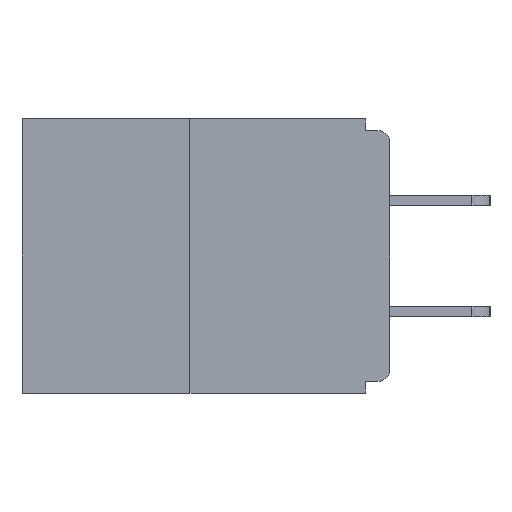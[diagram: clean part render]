
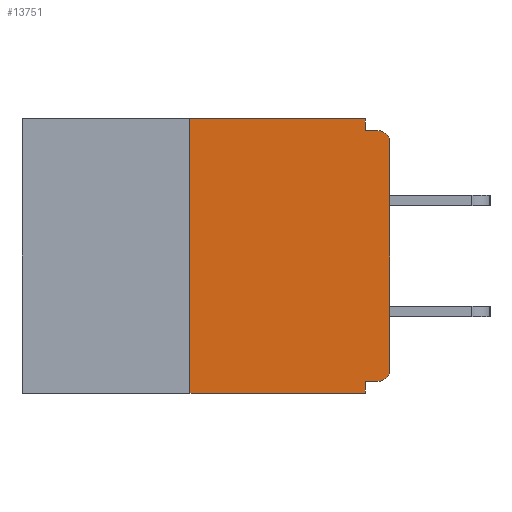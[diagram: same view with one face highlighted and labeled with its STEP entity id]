
A CAD part, left-side view. The second image highlights one B-rep face of the part: STEP entity #13751.
In plain terms, the highlighted planar face has unit normal (-1, 0, 0).
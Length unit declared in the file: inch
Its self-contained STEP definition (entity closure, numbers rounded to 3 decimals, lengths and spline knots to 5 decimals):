
#30 = EDGE_CURVE ( 'NONE', #17949, #24283, #21193, .T. ) ;
#98 = LINE ( 'NONE', #372, #7659 ) ;
#183 = EDGE_CURVE ( 'NONE', #8825, #6315, #6262, .T. ) ;
#235 = CARTESIAN_POINT ( 'NONE',  ( 0., 0.031, 0. ) ) ;
#281 = VERTEX_POINT ( 'NONE', #16384 ) ;
#372 = CARTESIAN_POINT ( 'NONE',  ( 0., 0.46, 0. ) ) ;
#601 = EDGE_CURVE ( 'NONE', #6315, #3231, #2904, .T. ) ;
#757 = DIRECTION ( 'NONE',  ( 0., 0., 1. ) ) ;
#1384 = ORIENTED_EDGE ( 'NONE', *, *, #18083, .T. ) ;
#1758 = CARTESIAN_POINT ( 'NONE',  ( 0., 0.015, -0.328 ) ) ;
#1773 = CARTESIAN_POINT ( 'NONE',  ( 0., 0., -0.015 ) ) ;
#2162 = DIRECTION ( 'NONE',  ( 0., 0., -1. ) ) ;
#2904 = LINE ( 'NONE', #12271, #23000 ) ;
#3231 = VERTEX_POINT ( 'NONE', #10659 ) ;
#3578 = DIRECTION ( 'NONE',  ( 0., 0., 1. ) ) ;
#3634 = CARTESIAN_POINT ( 'NONE',  ( 0., 0.015, -0.015 ) ) ;
#3716 = DIRECTION ( 'NONE',  ( 0., -1., 0. ) ) ;
#3881 = ORIENTED_EDGE ( 'NONE', *, *, #17715, .F. ) ;
#4179 = VERTEX_POINT ( 'NONE', #19632 ) ;
#4782 = EDGE_CURVE ( 'NONE', #281, #4179, #98, .T. ) ;
#4841 = DIRECTION ( 'NONE',  ( 0., 0., -1. ) ) ;
#4968 = CIRCLE ( 'NONE', #14097, 0.015 ) ;
#5490 = FACE_OUTER_BOUND ( 'NONE', #12161, .T. ) ;
#5718 = DIRECTION ( 'NONE',  ( -1., 0., 0. ) ) ;
#5956 = VECTOR ( 'NONE', #22960, 39.37008 ) ;
#6116 = ORIENTED_EDGE ( 'NONE', *, *, #4782, .F. ) ;
#6262 = CIRCLE ( 'NONE', #20408, 0.015 ) ;
#6315 = VERTEX_POINT ( 'NONE', #24525 ) ;
#6585 = ORIENTED_EDGE ( 'NONE', *, *, #23263, .F. ) ;
#7015 = DIRECTION ( 'NONE',  ( 0., 0., -1. ) ) ;
#7659 = VECTOR ( 'NONE', #15858, 39.37008 ) ;
#7877 = DIRECTION ( 'NONE',  ( 0., 0., -1. ) ) ;
#7939 = EDGE_CURVE ( 'NONE', #14609, #24283, #19462, .T. ) ;
#8323 = EDGE_CURVE ( 'NONE', #8825, #17949, #11784, .T. ) ;
#8825 = VERTEX_POINT ( 'NONE', #1758 ) ;
#8883 = ORIENTED_EDGE ( 'NONE', *, *, #7939, .T. ) ;
#8893 = LINE ( 'NONE', #11046, #11626 ) ;
#9178 = AXIS2_PLACEMENT_3D ( 'NONE', #14864, #14699, #7015 ) ;
#9911 = VERTEX_POINT ( 'NONE', #3634 ) ;
#10659 = CARTESIAN_POINT ( 'NONE',  ( 0., 0., -0.03 ) ) ;
#11046 = CARTESIAN_POINT ( 'NONE',  ( 0., 0.25, 0. ) ) ;
#11626 = VECTOR ( 'NONE', #3578, 39.37008 ) ;
#11784 = LINE ( 'NONE', #13835, #18184 ) ;
#11956 = ORIENTED_EDGE ( 'NONE', *, *, #183, .T. ) ;
#12161 = EDGE_LOOP ( 'NONE', ( #6116, #23268, #8883, #20499, #13519, #11956, #21839, #1384, #6585, #3881 ) ) ;
#12271 = CARTESIAN_POINT ( 'NONE',  ( 0., 0., 0. ) ) ;
#12833 = CARTESIAN_POINT ( 'NONE',  ( 0., 0.031, -0.343 ) ) ;
#13168 = VECTOR ( 'NONE', #3716, 39.37008 ) ;
#13227 = CARTESIAN_POINT ( 'NONE',  ( 0., 0.25, -0.343 ) ) ;
#13519 = ORIENTED_EDGE ( 'NONE', *, *, #8323, .F. ) ;
#13751 = ADVANCED_FACE ( 'NONE', ( #5490 ), #24717, .F. ) ;
#13835 = CARTESIAN_POINT ( 'NONE',  ( 0., 0., -0.328 ) ) ;
#13981 = DIRECTION ( 'NONE',  ( 0., 1., 0. ) ) ;
#14097 = AXIS2_PLACEMENT_3D ( 'NONE', #17321, #5718, #7877 ) ;
#14609 = VERTEX_POINT ( 'NONE', #13227 ) ;
#14699 = DIRECTION ( 'NONE',  ( 1., 0., 0. ) ) ;
#14864 = CARTESIAN_POINT ( 'NONE',  ( 0., 0.46, 0. ) ) ;
#15858 = DIRECTION ( 'NONE',  ( 0., -1., 0. ) ) ;
#16384 = CARTESIAN_POINT ( 'NONE',  ( 0., 0.25, 0. ) ) ;
#16462 = DIRECTION ( 'NONE',  ( -1., 0., 0. ) ) ;
#16780 = VECTOR ( 'NONE', #2162, 39.37008 ) ;
#16972 = CARTESIAN_POINT ( 'NONE',  ( 0., 0.031, -0.328 ) ) ;
#17321 = CARTESIAN_POINT ( 'NONE',  ( 0., 0.015, -0.03 ) ) ;
#17402 = CARTESIAN_POINT ( 'NONE',  ( 0., 0.031, -0.343 ) ) ;
#17715 = EDGE_CURVE ( 'NONE', #4179, #18187, #24478, .T. ) ;
#17921 = EDGE_CURVE ( 'NONE', #14609, #281, #8893, .T. ) ;
#17949 = VERTEX_POINT ( 'NONE', #16972 ) ;
#17995 = CARTESIAN_POINT ( 'NONE',  ( 0., 0.031, -0.015 ) ) ;
#18083 = EDGE_CURVE ( 'NONE', #3231, #9911, #4968, .T. ) ;
#18184 = VECTOR ( 'NONE', #13981, 39.37008 ) ;
#18187 = VERTEX_POINT ( 'NONE', #17995 ) ;
#19462 = LINE ( 'NONE', #20200, #23441 ) ;
#19632 = CARTESIAN_POINT ( 'NONE',  ( 0., 0.031, 0. ) ) ;
#20200 = CARTESIAN_POINT ( 'NONE',  ( 0., 0.46, -0.343 ) ) ;
#20408 = AXIS2_PLACEMENT_3D ( 'NONE', #24090, #16462, #4841 ) ;
#20499 = ORIENTED_EDGE ( 'NONE', *, *, #30, .F. ) ;
#20568 = LINE ( 'NONE', #1773, #13168 ) ;
#21193 = LINE ( 'NONE', #12833, #5956 ) ;
#21839 = ORIENTED_EDGE ( 'NONE', *, *, #601, .T. ) ;
#22332 = DIRECTION ( 'NONE',  ( 0., -1., 0. ) ) ;
#22960 = DIRECTION ( 'NONE',  ( 0., 0., -1. ) ) ;
#23000 = VECTOR ( 'NONE', #757, 39.37008 ) ;
#23263 = EDGE_CURVE ( 'NONE', #18187, #9911, #20568, .T. ) ;
#23268 = ORIENTED_EDGE ( 'NONE', *, *, #17921, .F. ) ;
#23441 = VECTOR ( 'NONE', #22332, 39.37008 ) ;
#24090 = CARTESIAN_POINT ( 'NONE',  ( 0., 0.015, -0.313 ) ) ;
#24283 = VERTEX_POINT ( 'NONE', #17402 ) ;
#24478 = LINE ( 'NONE', #235, #16780 ) ;
#24525 = CARTESIAN_POINT ( 'NONE',  ( 0., 0., -0.313 ) ) ;
#24717 = PLANE ( 'NONE',  #9178 ) ;
